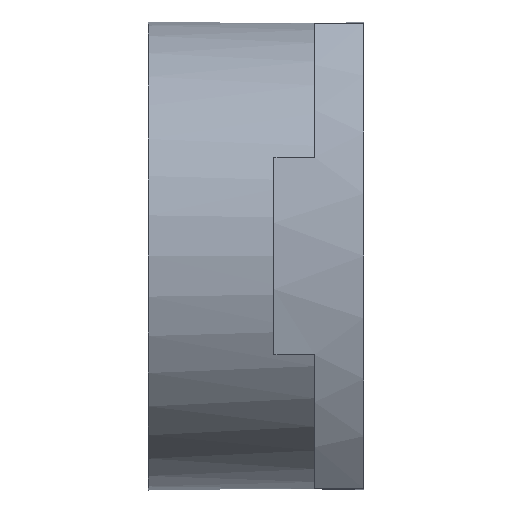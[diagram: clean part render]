
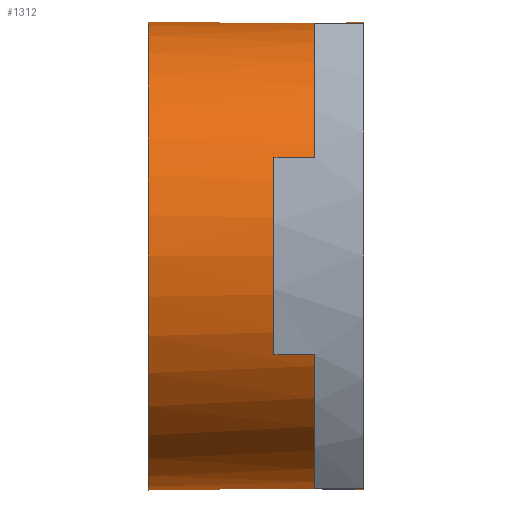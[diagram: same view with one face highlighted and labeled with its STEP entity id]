
A CAD part, left-side view. The second image highlights one B-rep face of the part: STEP entity #1312.
In plain terms, the highlighted cylindrical face has radius 30.25 mm (diameter 60.5 mm), a full revolution.
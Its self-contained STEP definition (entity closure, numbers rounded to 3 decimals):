
#20=CYLINDRICAL_SURFACE('',#1398,30.25);
#29=CIRCLE('',#1366,30.25);
#32=CIRCLE('',#1378,30.25);
#34=CIRCLE('',#1380,30.25);
#41=CIRCLE('',#1390,30.25);
#43=CIRCLE('',#1395,30.25);
#44=CIRCLE('',#1396,30.25);
#108=FACE_OUTER_BOUND('',#176,.T.);
#176=EDGE_LOOP('',(#1179,#1180,#1181,#1182,#1183,#1184,#1185,#1186,#1187,
#1188,#1189,#1190));
#323=LINE('',#2048,#489);
#327=LINE('',#2057,#493);
#331=LINE('',#2066,#497);
#335=LINE('',#2075,#501);
#342=LINE('',#2109,#508);
#489=VECTOR('',#1665,10.);
#493=VECTOR('',#1671,10.);
#497=VECTOR('',#1677,10.);
#501=VECTOR('',#1683,10.);
#508=VECTOR('',#1734,30.25);
#605=VERTEX_POINT('',#2019);
#614=VERTEX_POINT('',#2045);
#615=VERTEX_POINT('',#2047);
#618=VERTEX_POINT('',#2054);
#619=VERTEX_POINT('',#2056);
#622=VERTEX_POINT('',#2063);
#623=VERTEX_POINT('',#2065);
#626=VERTEX_POINT('',#2072);
#627=VERTEX_POINT('',#2074);
#632=VERTEX_POINT('',#2104);
#773=EDGE_CURVE('',#605,#605,#29,.T.);
#786=EDGE_CURVE('',#614,#615,#323,.T.);
#790=EDGE_CURVE('',#619,#618,#327,.T.);
#794=EDGE_CURVE('',#623,#622,#331,.T.);
#798=EDGE_CURVE('',#627,#626,#335,.T.);
#800=EDGE_CURVE('',#619,#614,#32,.T.);
#802=EDGE_CURVE('',#627,#622,#34,.T.);
#811=EDGE_CURVE('',#626,#615,#41,.T.);
#816=EDGE_CURVE('',#632,#623,#43,.T.);
#817=EDGE_CURVE('',#618,#632,#44,.T.);
#818=EDGE_CURVE('',#605,#632,#342,.T.);
#1179=ORIENTED_EDGE('',*,*,#773,.F.);
#1180=ORIENTED_EDGE('',*,*,#818,.T.);
#1181=ORIENTED_EDGE('',*,*,#816,.T.);
#1182=ORIENTED_EDGE('',*,*,#794,.T.);
#1183=ORIENTED_EDGE('',*,*,#802,.F.);
#1184=ORIENTED_EDGE('',*,*,#798,.T.);
#1185=ORIENTED_EDGE('',*,*,#811,.T.);
#1186=ORIENTED_EDGE('',*,*,#786,.F.);
#1187=ORIENTED_EDGE('',*,*,#800,.F.);
#1188=ORIENTED_EDGE('',*,*,#790,.T.);
#1189=ORIENTED_EDGE('',*,*,#817,.T.);
#1190=ORIENTED_EDGE('',*,*,#818,.F.);
#1312=ADVANCED_FACE('',(#108),#20,.T.);
#1366=AXIS2_PLACEMENT_3D('',#2020,#1639,#1640);
#1378=AXIS2_PLACEMENT_3D('',#2078,#1687,#1688);
#1380=AXIS2_PLACEMENT_3D('',#2080,#1691,#1692);
#1390=AXIS2_PLACEMENT_3D('',#2095,#1713,#1714);
#1395=AXIS2_PLACEMENT_3D('',#2105,#1726,#1727);
#1396=AXIS2_PLACEMENT_3D('',#2106,#1728,#1729);
#1398=AXIS2_PLACEMENT_3D('',#2108,#1732,#1733);
#1639=DIRECTION('center_axis',(0.,1.,0.));
#1640=DIRECTION('ref_axis',(1.,0.,0.));
#1665=DIRECTION('',(0.,1.,0.));
#1671=DIRECTION('',(0.,1.,0.));
#1677=DIRECTION('',(0.,-1.,0.));
#1683=DIRECTION('',(0.,1.,0.));
#1687=DIRECTION('center_axis',(0.,-1.,0.));
#1688=DIRECTION('ref_axis',(-1.,0.,0.));
#1691=DIRECTION('center_axis',(0.,-1.,0.));
#1692=DIRECTION('ref_axis',(-1.,0.,0.));
#1713=DIRECTION('center_axis',(0.,1.,0.));
#1714=DIRECTION('ref_axis',(1.,0.,0.));
#1726=DIRECTION('center_axis',(0.,1.,0.));
#1727=DIRECTION('ref_axis',(1.,0.,0.));
#1728=DIRECTION('center_axis',(0.,1.,0.));
#1729=DIRECTION('ref_axis',(1.,0.,0.));
#1732=DIRECTION('center_axis',(0.,1.,0.));
#1733=DIRECTION('ref_axis',(1.,0.,0.));
#1734=DIRECTION('',(0.,-1.,0.));
#2019=CARTESIAN_POINT('',(-30.25,27.85,0.));
#2020=CARTESIAN_POINT('Origin',(0.,27.85,0.));
#2045=CARTESIAN_POINT('',(3.002,0.,-30.101));
#2047=CARTESIAN_POINT('',(3.002,6.35,-30.101));
#2048=CARTESIAN_POINT('',(3.002,6.35,-30.101));
#2054=CARTESIAN_POINT('',(-3.002,6.35,-30.101));
#2056=CARTESIAN_POINT('',(-3.002,0.,-30.101));
#2057=CARTESIAN_POINT('',(-3.002,6.35,-30.101));
#2063=CARTESIAN_POINT('',(-3.002,0.,30.101));
#2065=CARTESIAN_POINT('',(-3.002,6.35,30.101));
#2066=CARTESIAN_POINT('',(-3.002,6.35,30.101));
#2072=CARTESIAN_POINT('',(3.002,6.35,30.101));
#2074=CARTESIAN_POINT('',(3.002,0.,30.101));
#2075=CARTESIAN_POINT('',(3.002,6.35,30.101));
#2078=CARTESIAN_POINT('Origin',(0.,0.,0.));
#2080=CARTESIAN_POINT('Origin',(0.,0.,0.));
#2095=CARTESIAN_POINT('Origin',(0.,6.35,0.));
#2104=CARTESIAN_POINT('',(-30.25,6.35,0.));
#2105=CARTESIAN_POINT('Origin',(0.,6.35,0.));
#2106=CARTESIAN_POINT('Origin',(0.,6.35,0.));
#2108=CARTESIAN_POINT('Origin',(0.,0.,0.));
#2109=CARTESIAN_POINT('',(-30.25,0.,0.));
